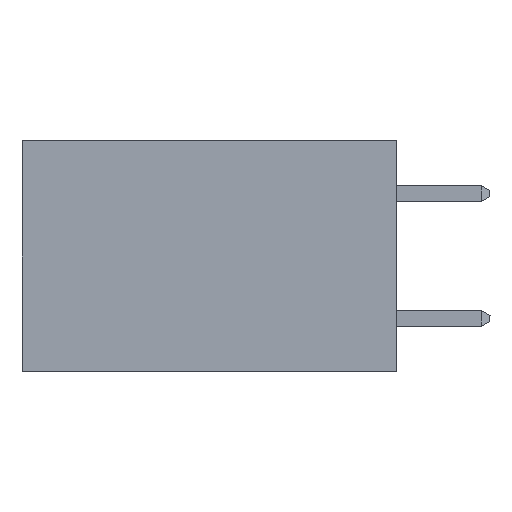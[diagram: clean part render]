
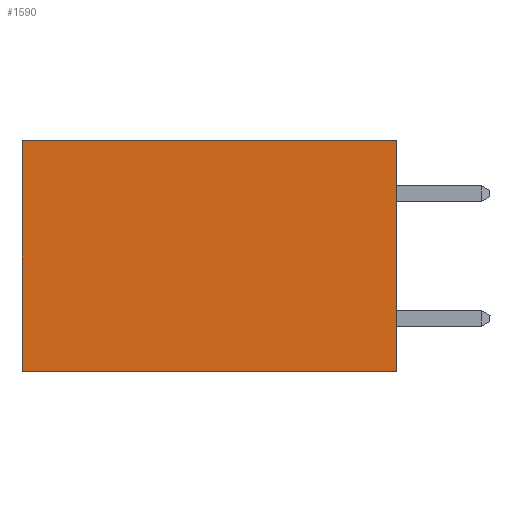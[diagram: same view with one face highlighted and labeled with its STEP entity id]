
A CAD part, left-side view. The second image highlights one B-rep face of the part: STEP entity #1590.
In plain terms, the highlighted planar face has unit normal (-1, 0, 0).
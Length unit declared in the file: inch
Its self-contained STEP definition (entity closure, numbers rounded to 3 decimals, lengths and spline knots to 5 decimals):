
#226 = DIRECTION ( 'NONE',  ( 0., 1., 0. ) ) ;
#241 = CARTESIAN_POINT ( 'NONE',  ( 0.2615, 0., -0.37 ) ) ;
#507 = LINE ( 'NONE', #3620, #4604 ) ;
#836 = CARTESIAN_POINT ( 'NONE',  ( 0.2615, 0., 0. ) ) ;
#927 = CARTESIAN_POINT ( 'NONE',  ( 0.2615, 0., 0. ) ) ;
#929 = VERTEX_POINT ( 'NONE', #927 ) ;
#1084 = AXIS2_PLACEMENT_3D ( 'NONE', #8366, #8227, #5340 ) ;
#1507 = VECTOR ( 'NONE', #226, 39.37008 ) ;
#1590 = ADVANCED_FACE ( 'NONE', ( #9623 ), #3013, .F. ) ;
#1603 = ORIENTED_EDGE ( 'NONE', *, *, #5703, .T. ) ;
#1719 = DIRECTION ( 'NONE',  ( 0., 1., 0. ) ) ;
#2020 = ORIENTED_EDGE ( 'NONE', *, *, #7679, .F. ) ;
#2144 = ORIENTED_EDGE ( 'NONE', *, *, #2905, .F. ) ;
#2375 = VECTOR ( 'NONE', #3887, 39.37008 ) ;
#2420 = VECTOR ( 'NONE', #1719, 39.37008 ) ;
#2634 = CARTESIAN_POINT ( 'NONE',  ( 0.2615, 0., -0.37 ) ) ;
#2705 = ORIENTED_EDGE ( 'NONE', *, *, #3308, .T. ) ;
#2905 = EDGE_CURVE ( 'NONE', #9897, #4725, #6105, .T. ) ;
#3013 = PLANE ( 'NONE',  #1084 ) ;
#3274 = DIRECTION ( 'NONE',  ( 0., 0., -1. ) ) ;
#3308 = EDGE_CURVE ( 'NONE', #8735, #4725, #507, .T. ) ;
#3620 = CARTESIAN_POINT ( 'NONE',  ( 0.2615, 0.6, -0.37 ) ) ;
#3887 = DIRECTION ( 'NONE',  ( 0., 0., -1. ) ) ;
#4604 = VECTOR ( 'NONE', #3274, 39.37008 ) ;
#4725 = VERTEX_POINT ( 'NONE', #9199 ) ;
#5003 = EDGE_LOOP ( 'NONE', ( #2705, #2144, #2020, #1603 ) ) ;
#5340 = DIRECTION ( 'NONE',  ( 0., 0., -1. ) ) ;
#5703 = EDGE_CURVE ( 'NONE', #929, #8735, #8910, .T. ) ;
#6105 = LINE ( 'NONE', #241, #1507 ) ;
#6418 = CARTESIAN_POINT ( 'NONE',  ( 0.2615, 0., -0.37 ) ) ;
#6935 = LINE ( 'NONE', #6418, #2375 ) ;
#7679 = EDGE_CURVE ( 'NONE', #929, #9897, #6935, .T. ) ;
#8227 = DIRECTION ( 'NONE',  ( 1., 0., 0. ) ) ;
#8366 = CARTESIAN_POINT ( 'NONE',  ( 0.2615, 0., -0.37 ) ) ;
#8735 = VERTEX_POINT ( 'NONE', #9791 ) ;
#8910 = LINE ( 'NONE', #836, #2420 ) ;
#9199 = CARTESIAN_POINT ( 'NONE',  ( 0.2615, 0.6, -0.37 ) ) ;
#9623 = FACE_OUTER_BOUND ( 'NONE', #5003, .T. ) ;
#9791 = CARTESIAN_POINT ( 'NONE',  ( 0.2615, 0.6, 0. ) ) ;
#9897 = VERTEX_POINT ( 'NONE', #2634 ) ;
